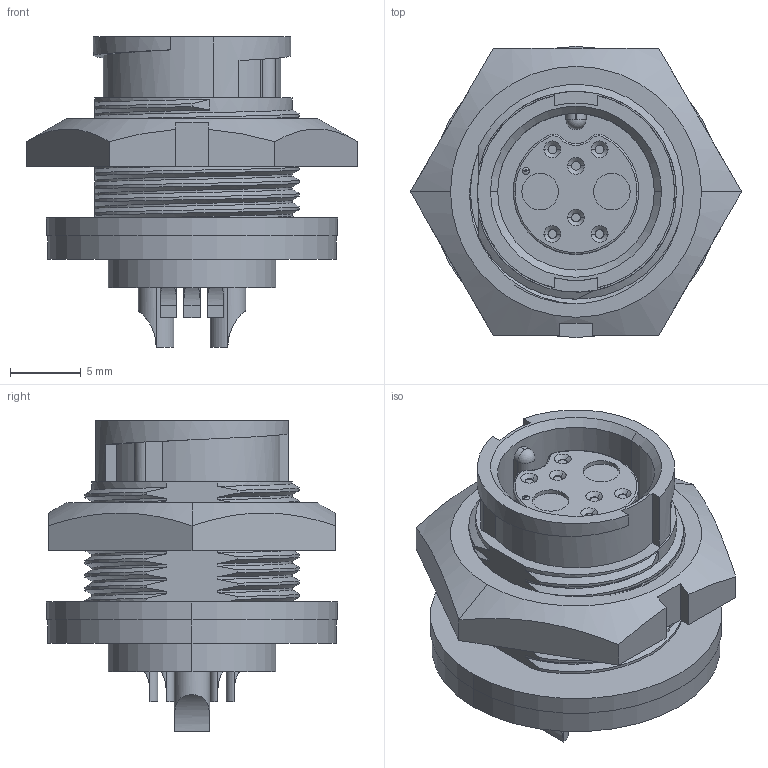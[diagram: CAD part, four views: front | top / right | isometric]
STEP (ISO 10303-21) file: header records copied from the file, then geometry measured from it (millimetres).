
FILE_DESCRIPTION (( 'STEP AP203' ), '1' );
FILE_NAME ('W7A82-8SG-300.STEP', '2023-08-18T16:10:18', ( '' ), ( '' ), 'SwSTEP 2.0', 'SolidWorks 2020', '' );
FILE_SCHEMA (( 'CONFIG_CONTROL_DESIGN' ));
Length unit declared in the file: millimetre
Products named in the file (1): W7A82-8SG-300
Bounding box: 23.46 x 20.62 x 21.97 mm (x, y, z)
Volume: 3281 mm3; surface area: 3209.6 mm2
Topology: 2 solids, 2 shells, 329 faces, 829 edges, 540 vertices
Faces by surface type: plane 111, cylinder 106, bspline 87, cone 16, torus 9
Entity records: 19812 total; most frequent: CARTESIAN_POINT 12620, ORIENTED_EDGE 1658, DIRECTION 1180, EDGE_CURVE 829, VERTEX_POINT 540, LINE 394, VECTOR 394, AXIS2_PLACEMENT_3D 393
